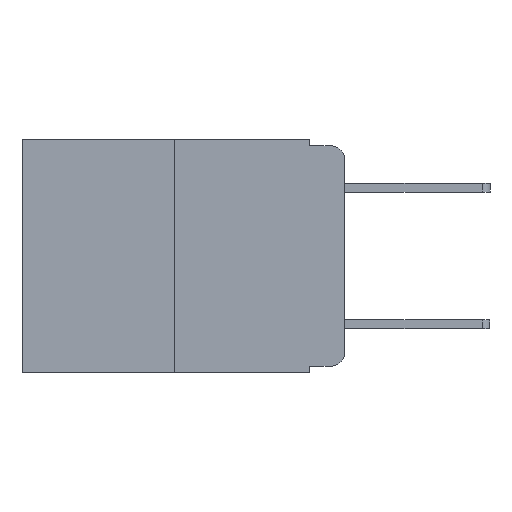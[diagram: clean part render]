
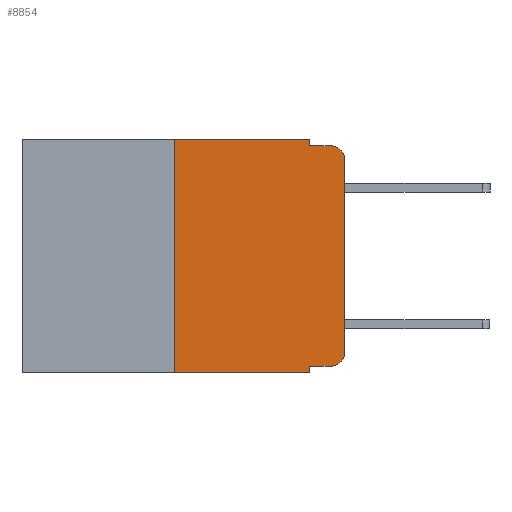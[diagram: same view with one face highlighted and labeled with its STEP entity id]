
A CAD part, left-side view. The second image highlights one B-rep face of the part: STEP entity #8854.
In plain terms, the highlighted planar face has unit normal (-1, 0, 0).
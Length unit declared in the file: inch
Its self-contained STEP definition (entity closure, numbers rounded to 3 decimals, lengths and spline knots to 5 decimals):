
#341 = DIRECTION ( 'NONE',  ( -1., 0., 0. ) ) ;
#516 = CIRCLE ( 'NONE', #8281, 0.02 ) ;
#588 = ORIENTED_EDGE ( 'NONE', *, *, #7789, .T. ) ;
#825 = VECTOR ( 'NONE', #6990, 39.37008 ) ;
#1034 = EDGE_CURVE ( 'NONE', #1682, #7485, #11632, .T. ) ;
#1119 = EDGE_LOOP ( 'NONE', ( #1899, #588, #10162, #7598, #7483, #4618, #5169, #10607, #7956, #4400 ) ) ;
#1554 = CARTESIAN_POINT ( 'NONE',  ( 0., 0.051, -0.01 ) ) ;
#1581 = VERTEX_POINT ( 'NONE', #4352 ) ;
#1682 = VERTEX_POINT ( 'NONE', #9015 ) ;
#1753 = VECTOR ( 'NONE', #6608, 39.37008 ) ;
#1891 = VERTEX_POINT ( 'NONE', #6605 ) ;
#1899 = ORIENTED_EDGE ( 'NONE', *, *, #6941, .T. ) ;
#2039 = VECTOR ( 'NONE', #5596, 39.37008 ) ;
#2126 = CARTESIAN_POINT ( 'NONE',  ( 0., 0.051, -0.01 ) ) ;
#2425 = LINE ( 'NONE', #3186, #11431 ) ;
#2615 = AXIS2_PLACEMENT_3D ( 'NONE', #10226, #4979, #11066 ) ;
#2648 = VECTOR ( 'NONE', #7431, 39.37008 ) ;
#3186 = CARTESIAN_POINT ( 'NONE',  ( 0., 0., 0. ) ) ;
#3220 = PLANE ( 'NONE',  #2615 ) ;
#3240 = VECTOR ( 'NONE', #5681, 39.37008 ) ;
#3244 = DIRECTION ( 'NONE',  ( 0., 0., 1. ) ) ;
#3520 = LINE ( 'NONE', #10883, #3240 ) ;
#3655 = LINE ( 'NONE', #1554, #825 ) ;
#3845 = EDGE_CURVE ( 'NONE', #3939, #4020, #9701, .T. ) ;
#3939 = VERTEX_POINT ( 'NONE', #4275 ) ;
#4020 = VERTEX_POINT ( 'NONE', #4426 ) ;
#4259 = DIRECTION ( 'NONE',  ( -1., 0., 0. ) ) ;
#4275 = CARTESIAN_POINT ( 'NONE',  ( 0., 0.25, -0.343 ) ) ;
#4352 = CARTESIAN_POINT ( 'NONE',  ( 0., 0., -0.03 ) ) ;
#4400 = ORIENTED_EDGE ( 'NONE', *, *, #10319, .T. ) ;
#4426 = CARTESIAN_POINT ( 'NONE',  ( 0., 0.25, 0. ) ) ;
#4618 = ORIENTED_EDGE ( 'NONE', *, *, #3845, .F. ) ;
#4635 = AXIS2_PLACEMENT_3D ( 'NONE', #5894, #341, #6799 ) ;
#4888 = EDGE_CURVE ( 'NONE', #3939, #7485, #11216, .T. ) ;
#4935 = CARTESIAN_POINT ( 'NONE',  ( 0., 0.473, -0.343 ) ) ;
#4979 = DIRECTION ( 'NONE',  ( 1., 0., 0. ) ) ;
#5169 = ORIENTED_EDGE ( 'NONE', *, *, #4888, .T. ) ;
#5545 = FACE_OUTER_BOUND ( 'NONE', #1119, .T. ) ;
#5596 = DIRECTION ( 'NONE',  ( 0., 0., -1. ) ) ;
#5651 = CARTESIAN_POINT ( 'NONE',  ( 0., 0.473, 0. ) ) ;
#5681 = DIRECTION ( 'NONE',  ( 0., 0., -1. ) ) ;
#5894 = CARTESIAN_POINT ( 'NONE',  ( 0., 0.02, -0.313 ) ) ;
#6204 = VERTEX_POINT ( 'NONE', #10956 ) ;
#6252 = DIRECTION ( 'NONE',  ( 0., -1., 0. ) ) ;
#6264 = CARTESIAN_POINT ( 'NONE',  ( 0., 0.25, 0. ) ) ;
#6346 = LINE ( 'NONE', #8610, #8715 ) ;
#6557 = LINE ( 'NONE', #5651, #1753 ) ;
#6574 = EDGE_CURVE ( 'NONE', #1682, #9614, #6346, .T. ) ;
#6605 = CARTESIAN_POINT ( 'NONE',  ( 0., 0.051, 0. ) ) ;
#6608 = DIRECTION ( 'NONE',  ( 0., -1., 0. ) ) ;
#6799 = DIRECTION ( 'NONE',  ( 0., 0., -1. ) ) ;
#6941 = EDGE_CURVE ( 'NONE', #11152, #1581, #2425, .T. ) ;
#6990 = DIRECTION ( 'NONE',  ( 0., -1., 0. ) ) ;
#7431 = DIRECTION ( 'NONE',  ( 0., 0., 1. ) ) ;
#7483 = ORIENTED_EDGE ( 'NONE', *, *, #8113, .F. ) ;
#7485 = VERTEX_POINT ( 'NONE', #11505 ) ;
#7598 = ORIENTED_EDGE ( 'NONE', *, *, #10772, .F. ) ;
#7622 = VERTEX_POINT ( 'NONE', #2126 ) ;
#7789 = EDGE_CURVE ( 'NONE', #1581, #6204, #516, .T. ) ;
#7956 = ORIENTED_EDGE ( 'NONE', *, *, #6574, .T. ) ;
#8113 = EDGE_CURVE ( 'NONE', #4020, #1891, #6557, .T. ) ;
#8281 = AXIS2_PLACEMENT_3D ( 'NONE', #9560, #4259, #10357 ) ;
#8610 = CARTESIAN_POINT ( 'NONE',  ( 0., 0.051, -0.333 ) ) ;
#8715 = VECTOR ( 'NONE', #6252, 39.37008 ) ;
#8839 = CARTESIAN_POINT ( 'NONE',  ( 0., 0.051, 0. ) ) ;
#8854 = ADVANCED_FACE ( 'NONE', ( #5545 ), #3220, .F. ) ;
#9015 = CARTESIAN_POINT ( 'NONE',  ( 0., 0.051, -0.333 ) ) ;
#9041 = VECTOR ( 'NONE', #11583, 39.37008 ) ;
#9560 = CARTESIAN_POINT ( 'NONE',  ( 0., 0.02, -0.03 ) ) ;
#9614 = VERTEX_POINT ( 'NONE', #9687 ) ;
#9687 = CARTESIAN_POINT ( 'NONE',  ( 0., 0.02, -0.333 ) ) ;
#9701 = LINE ( 'NONE', #6264, #2648 ) ;
#10162 = ORIENTED_EDGE ( 'NONE', *, *, #10971, .F. ) ;
#10226 = CARTESIAN_POINT ( 'NONE',  ( 0., 0.473, 0. ) ) ;
#10319 = EDGE_CURVE ( 'NONE', #9614, #11152, #10502, .T. ) ;
#10357 = DIRECTION ( 'NONE',  ( 0., 0., -1. ) ) ;
#10502 = CIRCLE ( 'NONE', #4635, 0.02 ) ;
#10607 = ORIENTED_EDGE ( 'NONE', *, *, #1034, .F. ) ;
#10632 = CARTESIAN_POINT ( 'NONE',  ( 0., 0., -0.313 ) ) ;
#10772 = EDGE_CURVE ( 'NONE', #1891, #7622, #3520, .T. ) ;
#10883 = CARTESIAN_POINT ( 'NONE',  ( 0., 0.051, 0. ) ) ;
#10956 = CARTESIAN_POINT ( 'NONE',  ( 0., 0.02, -0.01 ) ) ;
#10971 = EDGE_CURVE ( 'NONE', #7622, #6204, #3655, .T. ) ;
#11066 = DIRECTION ( 'NONE',  ( 0., 0., -1. ) ) ;
#11152 = VERTEX_POINT ( 'NONE', #10632 ) ;
#11216 = LINE ( 'NONE', #4935, #9041 ) ;
#11431 = VECTOR ( 'NONE', #3244, 39.37008 ) ;
#11505 = CARTESIAN_POINT ( 'NONE',  ( 0., 0.051, -0.343 ) ) ;
#11583 = DIRECTION ( 'NONE',  ( 0., -1., 0. ) ) ;
#11632 = LINE ( 'NONE', #8839, #2039 ) ;
